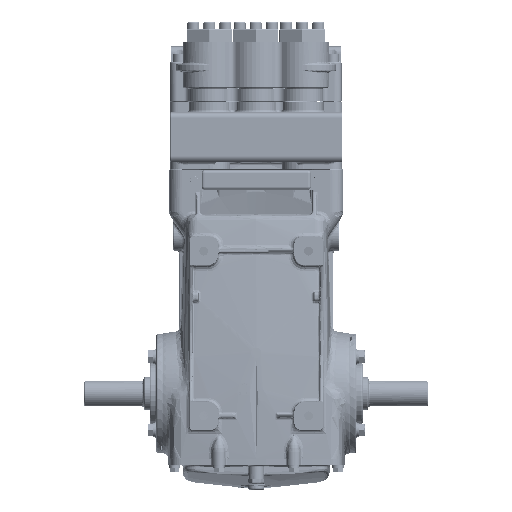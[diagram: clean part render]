
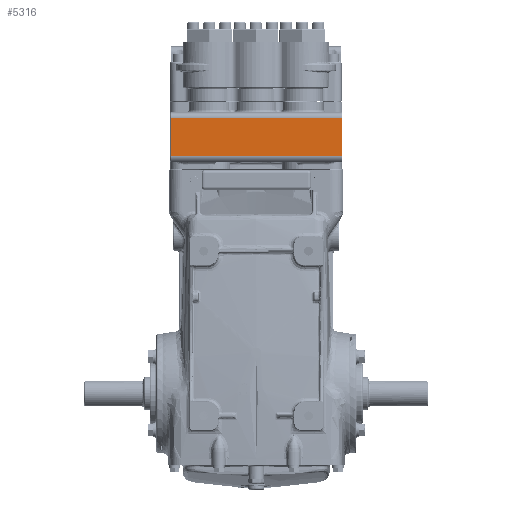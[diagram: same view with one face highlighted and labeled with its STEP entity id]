
A CAD part, front view. The second image highlights one B-rep face of the part: STEP entity #5316.
In plain terms, the highlighted planar face has unit normal (0, -1, 0).
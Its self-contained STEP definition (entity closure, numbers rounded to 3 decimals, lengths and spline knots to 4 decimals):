
#437 = DIRECTION ( 'NONE',  ( 0., 0., -1. ) ) ;
#2810 = CARTESIAN_POINT ( 'NONE',  ( 4.5, -4.4664, 14.4695 ) ) ;
#4791 = LINE ( 'NONE', #56875, #95859 ) ;
#4925 = EDGE_CURVE ( 'NONE', #49321, #98454, #65316, .T. ) ;
#5316 = ADVANCED_FACE ( 'NONE', ( #141032 ), #24167, .T. ) ;
#11347 = DIRECTION ( 'NONE',  ( 0., 0., -1. ) ) ;
#12962 = ORIENTED_EDGE ( 'NONE', *, *, #28196, .T. ) ;
#13348 = CARTESIAN_POINT ( 'NONE',  ( -4.515, -4.4664, 14.4695 ) ) ;
#13527 = ORIENTED_EDGE ( 'NONE', *, *, #4925, .T. ) ;
#16824 = CARTESIAN_POINT ( 'NONE',  ( 4.5, -4.4664, 12.4616 ) ) ;
#18148 = VECTOR ( 'NONE', #126150, 39.3701 ) ;
#18170 = CARTESIAN_POINT ( 'NONE',  ( -4.5, -4.4664, 14.4695 ) ) ;
#22106 = LINE ( 'NONE', #74201, #18148 ) ;
#24167 = PLANE ( 'NONE',  #160790 ) ;
#28196 = EDGE_CURVE ( 'NONE', #115737, #49321, #130223, .T. ) ;
#49321 = VERTEX_POINT ( 'NONE', #18170 ) ;
#56875 = CARTESIAN_POINT ( 'NONE',  ( 4.515, -4.4664, 12.4616 ) ) ;
#65316 = LINE ( 'NONE', #117276, #158025 ) ;
#65428 = DIRECTION ( 'NONE',  ( -1., 0., 0. ) ) ;
#74201 = CARTESIAN_POINT ( 'NONE',  ( 4.5, -4.4664, 14.7844 ) ) ;
#74839 = ORIENTED_EDGE ( 'NONE', *, *, #85901, .T. ) ;
#76235 = CARTESIAN_POINT ( 'NONE',  ( 4.515, -4.4664, 14.7844 ) ) ;
#83702 = VECTOR ( 'NONE', #65428, 39.3701 ) ;
#85901 = EDGE_CURVE ( 'NONE', #127716, #115737, #22106, .T. ) ;
#94176 = CARTESIAN_POINT ( 'NONE',  ( -4.5, -4.4664, 12.4616 ) ) ;
#95859 = VECTOR ( 'NONE', #108892, 39.3701 ) ;
#98454 = VERTEX_POINT ( 'NONE', #94176 ) ;
#108892 = DIRECTION ( 'NONE',  ( 1., 0., 0. ) ) ;
#115737 = VERTEX_POINT ( 'NONE', #2810 ) ;
#117276 = CARTESIAN_POINT ( 'NONE',  ( -4.5, -4.4664, 14.7844 ) ) ;
#122615 = ORIENTED_EDGE ( 'NONE', *, *, #132630, .T. ) ;
#126150 = DIRECTION ( 'NONE',  ( 0., 0., 1. ) ) ;
#127716 = VERTEX_POINT ( 'NONE', #16824 ) ;
#128207 = DIRECTION ( 'NONE',  ( 0., -1., 0. ) ) ;
#130223 = LINE ( 'NONE', #13348, #83702 ) ;
#132630 = EDGE_CURVE ( 'NONE', #98454, #127716, #4791, .T. ) ;
#141032 = FACE_OUTER_BOUND ( 'NONE', #163199, .T. ) ;
#158025 = VECTOR ( 'NONE', #437, 39.3701 ) ;
#160790 = AXIS2_PLACEMENT_3D ( 'NONE', #76235, #128207, #11347 ) ;
#163199 = EDGE_LOOP ( 'NONE', ( #122615, #74839, #12962, #13527 ) ) ;
